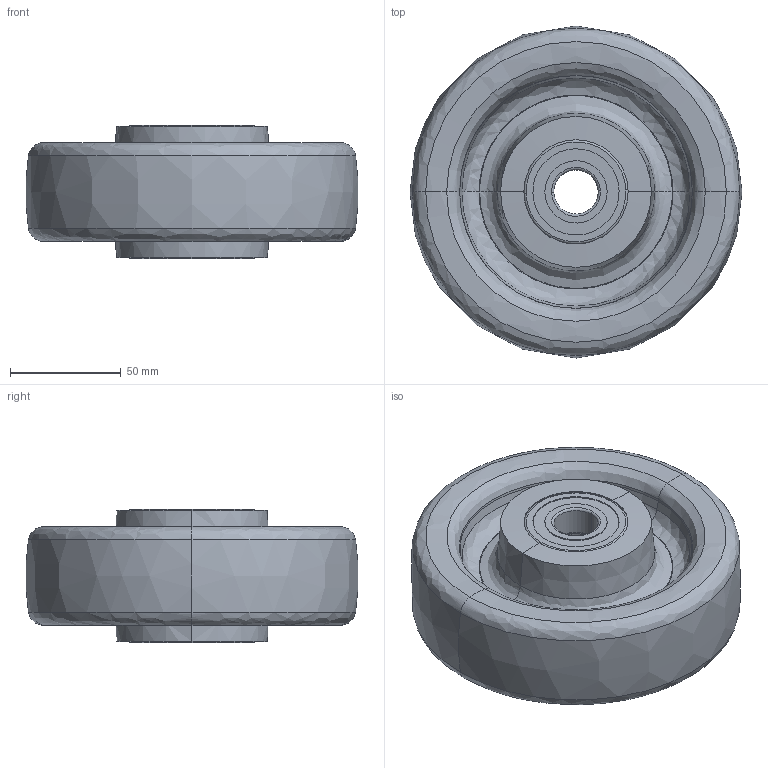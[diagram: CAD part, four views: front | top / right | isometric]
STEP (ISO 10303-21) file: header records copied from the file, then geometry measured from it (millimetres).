
FILE_DESCRIPTION (( 'STEP AP214' ), '1' );
FILE_NAME ('0022802.step', '2023-01-12T10:51:15', ( '' ), ( '' ), 'SwSTEP 2.0', 'SolidWorks 2020', '' );
FILE_SCHEMA (( 'AUTOMOTIVE_DESIGN' ));
Length unit declared in the file: millimetre
Products named in the file (1): 0022802
Bounding box: 149.73 x 149.73 x 60 mm (x, y, z)
Surface area: 79300.4 mm2 (no closed solid volume)
Topology: 0 solids, 10 shells, 84 faces, 188 edges, 116 vertices
Faces by surface type: bspline 26, cone 16, torus 16, cylinder 14, plane 12
Entity records: 4060 total; most frequent: CARTESIAN_POINT 1271, DIRECTION 440, ORIENTED_EDGE 336, AXIS2_PLACEMENT_3D 205, EDGE_CURVE 188, CIRCLE 146, VERTEX_POINT 116, EDGE_LOOP 96
